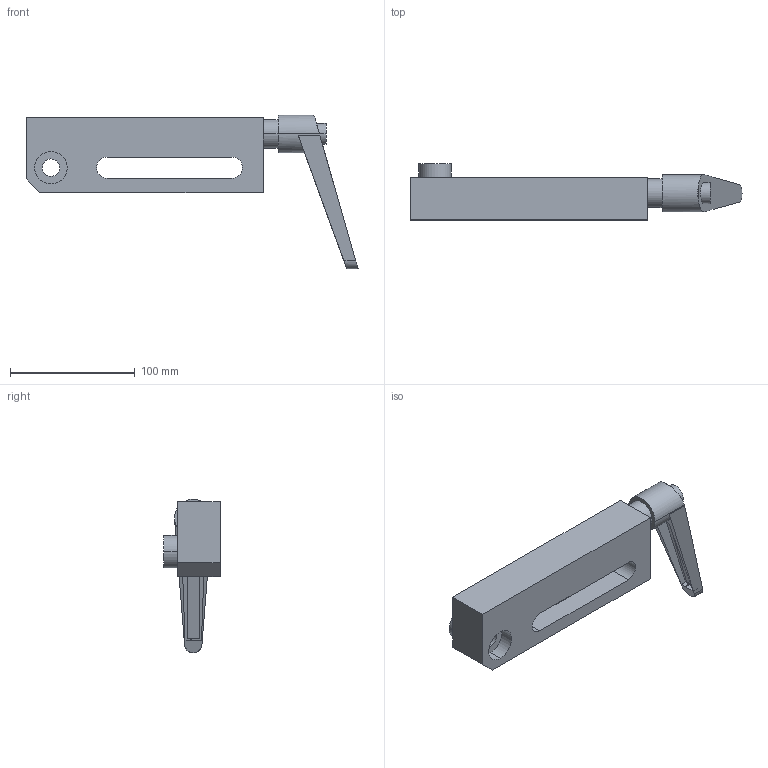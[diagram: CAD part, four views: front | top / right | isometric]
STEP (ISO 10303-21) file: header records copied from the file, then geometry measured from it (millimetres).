
FILE_DESCRIPTION (( 'STEP AP214' ), '1' );
FILE_NAME ('23220.0170-cadenas-neu.STEP', '2024-08-15T08:45:16', ( '' ), ( '' ), 'SwSTEP 2.0', 'SolidWorks 2021', '' );
FILE_SCHEMA (( 'AUTOMOTIVE_DESIGN' ));
Length unit declared in the file: millimetre
Products named in the file (4): 23220.0170-cadenas-neu; 23220.10170; 23220.20170; EH 24400_0611 verstellbarer Klemmhebel
Assembly tree (3 placements, depth 2):
  23220.0170-cadenas-neu
    23220.10170
    23220.20170
    EH 24400_0611 verstellbarer Klemmhebel
Bounding box: 266 x 45 x 122.99 mm (x, y, z)
Volume: 336667.5 mm3; surface area: 65837.9 mm2
Topology: 3 solids, 3 shells, 73 faces, 184 edges, 119 vertices
Faces by surface type: plane 37, cylinder 28, cone 6, torus 2
Entity records: 2384 total; most frequent: CARTESIAN_POINT 468, DIRECTION 360, ORIENTED_EDGE 358, EDGE_CURVE 179, AXIS2_PLACEMENT_3D 126, VERTEX_POINT 117, VECTOR 108, LINE 108
